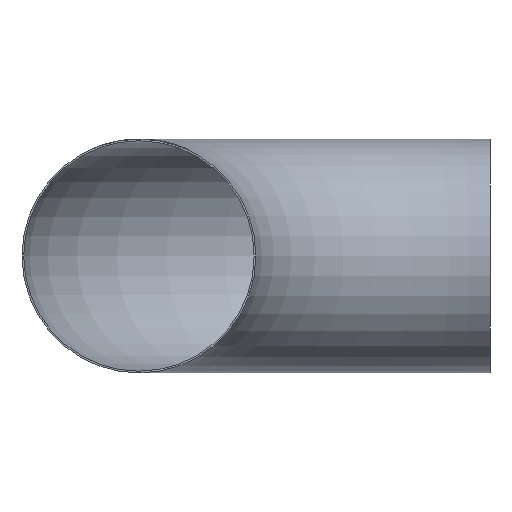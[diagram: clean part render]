
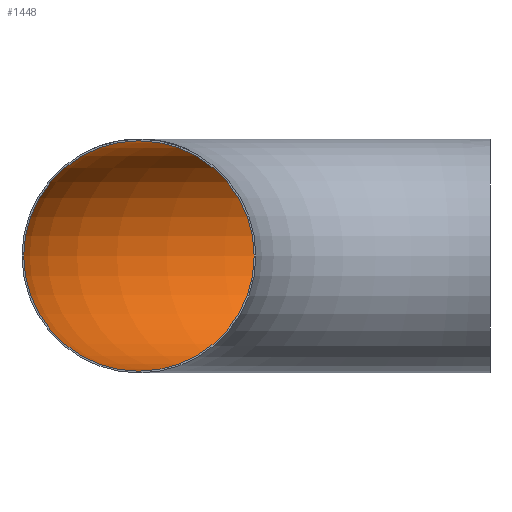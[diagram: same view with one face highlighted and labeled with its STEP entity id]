
A CAD part, front view. The second image highlights one B-rep face of the part: STEP entity #1448.
In plain terms, the highlighted toroidal (fillet/blend) face has major radius 610 mm and minor radius 200.2 mm.
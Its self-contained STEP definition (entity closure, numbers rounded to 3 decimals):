
#231 = DIRECTION ( 'NONE',  ( 0., 0., 1. ) ) ;
#250 = CARTESIAN_POINT ( 'NONE',  ( 0., 810.2, 0. ) ) ;
#288 = CARTESIAN_POINT ( 'NONE',  ( -610., 0., 0. ) ) ;
#317 = VERTEX_POINT ( 'NONE', #250 ) ;
#702 = CIRCLE ( 'NONE', #6098, 200.2 ) ;
#1448 = ADVANCED_FACE ( 'NONE', ( #3156, #9074 ), #3357, .F. ) ;
#1890 = EDGE_CURVE ( 'NONE', #317, #317, #7645, .T. ) ;
#2102 = CARTESIAN_POINT ( 'NONE',  ( 0., 610., 0. ) ) ;
#2183 = EDGE_LOOP ( 'NONE', ( #3263 ) ) ;
#2517 = AXIS2_PLACEMENT_3D ( 'NONE', #2102, #6975, #3480 ) ;
#2741 = DIRECTION ( 'NONE',  ( 0., 0., -1. ) ) ;
#2765 = CARTESIAN_POINT ( 'NONE',  ( 0., 0., 0. ) ) ;
#3156 = FACE_OUTER_BOUND ( 'NONE', #2183, .T. ) ;
#3263 = ORIENTED_EDGE ( 'NONE', *, *, #1890, .T. ) ;
#3357 = TOROIDAL_SURFACE ( 'NONE', #4122, 610., 200.2 ) ;
#3480 = DIRECTION ( 'NONE',  ( 0., 1., 0. ) ) ;
#4122 = AXIS2_PLACEMENT_3D ( 'NONE', #2765, #2741, #5574 ) ;
#4227 = VERTEX_POINT ( 'NONE', #8674 ) ;
#4739 = ORIENTED_EDGE ( 'NONE', *, *, #5221, .F. ) ;
#5159 = EDGE_LOOP ( 'NONE', ( #4739 ) ) ;
#5182 = DIRECTION ( 'NONE',  ( 0., 1., 0. ) ) ;
#5221 = EDGE_CURVE ( 'NONE', #4227, #4227, #702, .T. ) ;
#5574 = DIRECTION ( 'NONE',  ( -1., 0., 0. ) ) ;
#6098 = AXIS2_PLACEMENT_3D ( 'NONE', #288, #5182, #231 ) ;
#6975 = DIRECTION ( 'NONE',  ( 1., 0., 0. ) ) ;
#7645 = CIRCLE ( 'NONE', #2517, 200.2 ) ;
#8674 = CARTESIAN_POINT ( 'NONE',  ( -610., 0., 200.2 ) ) ;
#9074 = FACE_OUTER_BOUND ( 'NONE', #5159, .T. ) ;
